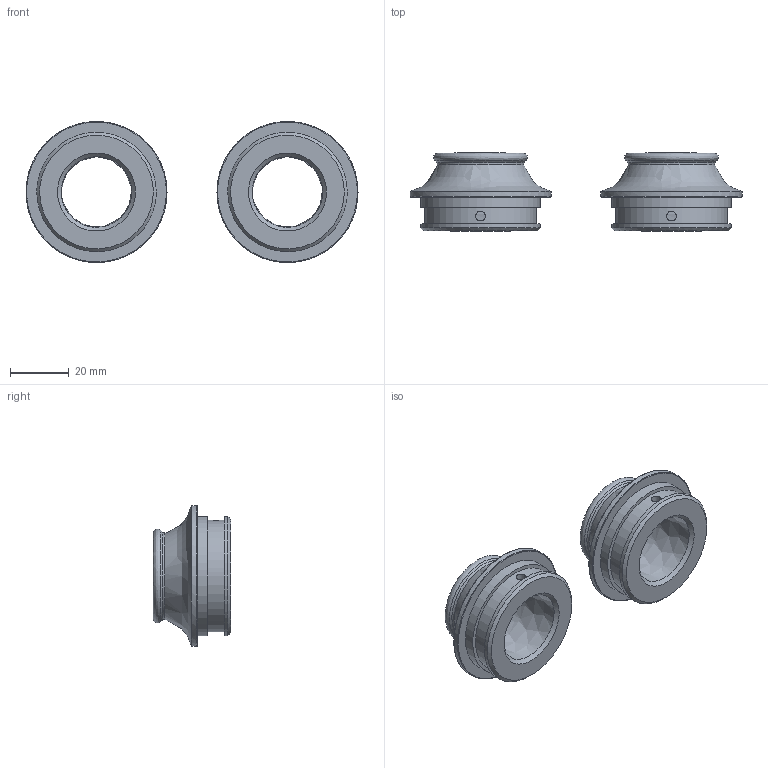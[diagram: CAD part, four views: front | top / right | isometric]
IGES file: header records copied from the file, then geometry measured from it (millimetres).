
Global section: file name: V230-ADAP; native system: Autodesk Inventor 2018; preprocessor: unknown; author: adaniels; date: 20180212.122505; units: millimetre
Bounding box: 113 x 26.5 x 47.99 mm (x, y, z)
Volume: 32825.5 mm3; surface area: 15232.8 mm2
Topology: 2 solids, 2 shells, 44 faces, 126 edges, 94 vertices
Faces by surface type: bspline 44
